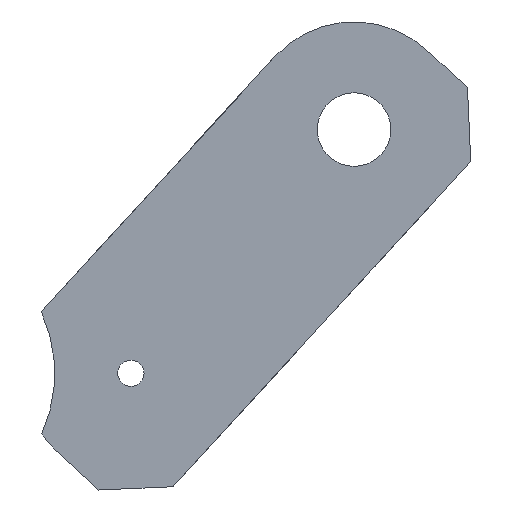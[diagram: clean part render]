
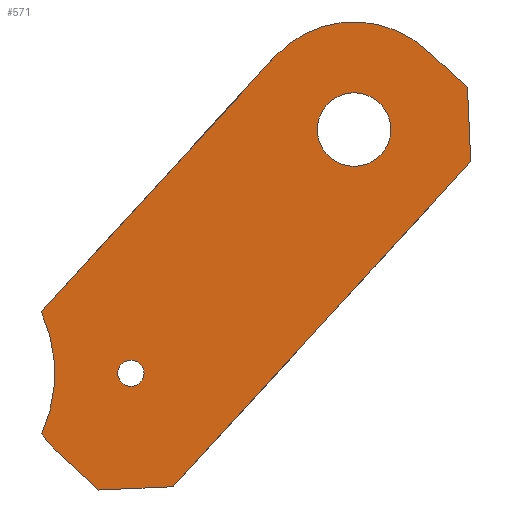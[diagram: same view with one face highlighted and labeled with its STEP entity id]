
A CAD part, front view. The second image highlights one B-rep face of the part: STEP entity #571.
In plain terms, the highlighted planar face has unit normal (0, -1, 0).
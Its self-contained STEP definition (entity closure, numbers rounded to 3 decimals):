
#19=FACE_BOUND('',#98,.T.);
#20=FACE_BOUND('',#99,.T.);
#64=FACE_OUTER_BOUND('',#97,.T.);
#97=EDGE_LOOP('',(#518,#519,#520,#521,#522,#523,#524,#525,#526));
#98=EDGE_LOOP('',(#527));
#99=EDGE_LOOP('',(#528));
#111=LINE('',#858,#162);
#127=LINE('',#910,#178);
#132=LINE('',#928,#183);
#135=LINE('',#933,#186);
#137=LINE('',#937,#188);
#147=LINE('',#968,#198);
#162=VECTOR('',#682,10.);
#178=VECTOR('',#734,10.);
#183=VECTOR('',#751,10.);
#186=VECTOR('',#756,10.);
#188=VECTOR('',#760,10.);
#198=VECTOR('',#796,10.);
#225=CIRCLE('',#628,4.1);
#226=CIRCLE('',#631,0.5);
#229=CIRCLE('',#638,5.6);
#230=CIRCLE('',#641,1.4);
#231=CIRCLE('',#643,4.1);
#248=VERTEX_POINT('',#855);
#249=VERTEX_POINT('',#857);
#267=VERTEX_POINT('',#909);
#274=VERTEX_POINT('',#927);
#275=VERTEX_POINT('',#931);
#276=VERTEX_POINT('',#935);
#279=VERTEX_POINT('',#947);
#280=VERTEX_POINT('',#953);
#283=VERTEX_POINT('',#965);
#284=VERTEX_POINT('',#967);
#285=VERTEX_POINT('',#975);
#305=EDGE_CURVE('',#248,#249,#111,.T.);
#331=EDGE_CURVE('',#249,#267,#127,.T.);
#340=EDGE_CURVE('',#274,#267,#132,.T.);
#343=EDGE_CURVE('',#275,#248,#135,.T.);
#345=EDGE_CURVE('',#276,#275,#137,.T.);
#350=EDGE_CURVE('',#274,#279,#225,.T.);
#354=EDGE_CURVE('',#280,#280,#226,.T.);
#360=EDGE_CURVE('',#283,#284,#147,.T.);
#363=EDGE_CURVE('',#283,#279,#229,.T.);
#365=EDGE_CURVE('',#285,#285,#230,.F.);
#366=EDGE_CURVE('',#284,#276,#231,.T.);
#518=ORIENTED_EDGE('',*,*,#331,.F.);
#519=ORIENTED_EDGE('',*,*,#305,.F.);
#520=ORIENTED_EDGE('',*,*,#343,.F.);
#521=ORIENTED_EDGE('',*,*,#345,.F.);
#522=ORIENTED_EDGE('',*,*,#366,.F.);
#523=ORIENTED_EDGE('',*,*,#360,.F.);
#524=ORIENTED_EDGE('',*,*,#363,.T.);
#525=ORIENTED_EDGE('',*,*,#350,.F.);
#526=ORIENTED_EDGE('',*,*,#340,.T.);
#527=ORIENTED_EDGE('',*,*,#354,.T.);
#528=ORIENTED_EDGE('',*,*,#365,.F.);
#542=PLANE('',#644);
#571=ADVANCED_FACE('',(#64,#19,#20),#542,.F.);
#628=AXIS2_PLACEMENT_3D('',#948,#772,#773);
#631=AXIS2_PLACEMENT_3D('',#955,#781,#782);
#638=AXIS2_PLACEMENT_3D('',#972,#801,#802);
#641=AXIS2_PLACEMENT_3D('',#977,#808,#809);
#643=AXIS2_PLACEMENT_3D('',#979,#812,#813);
#644=AXIS2_PLACEMENT_3D('',#980,#814,#815);
#682=DIRECTION('',(-0.675,0.,-0.738));
#734=DIRECTION('',(-0.999,0.,-0.044));
#751=DIRECTION('',(0.738,0.,-0.675));
#756=DIRECTION('',(0.044,0.,-0.999));
#760=DIRECTION('',(0.738,0.,-0.675));
#772=DIRECTION('center_axis',(0.,1.,0.));
#773=DIRECTION('ref_axis',(1.,0.,0.));
#781=DIRECTION('center_axis',(0.,1.,0.));
#782=DIRECTION('ref_axis',(0.,0.,1.));
#796=DIRECTION('',(0.675,0.,0.738));
#801=DIRECTION('center_axis',(0.,1.,0.));
#802=DIRECTION('ref_axis',(1.,0.,0.));
#808=DIRECTION('center_axis',(0.,1.,0.));
#809=DIRECTION('ref_axis',(1.,0.,0.));
#812=DIRECTION('center_axis',(0.,1.,0.));
#813=DIRECTION('ref_axis',(1.,0.,0.));
#814=DIRECTION('center_axis',(0.,1.,0.));
#815=DIRECTION('ref_axis',(1.,0.,0.));
#855=CARTESIAN_POINT('',(17.192,-25.,-6.319));
#857=CARTESIAN_POINT('',(5.856,-25.,-18.703));
#858=CARTESIAN_POINT('',(18.543,-25.,-4.844));
#909=CARTESIAN_POINT('',(3.031,-25.,-18.828));
#910=CARTESIAN_POINT('',(6.843,-25.,-18.659));
#927=CARTESIAN_POINT('',(1.482,-25.,-17.41));
#928=CARTESIAN_POINT('',(1.482,-25.,-17.41));
#931=CARTESIAN_POINT('',(17.067,-25.,-3.494));
#933=CARTESIAN_POINT('',(17.228,-25.,-7.138));
#935=CARTESIAN_POINT('',(15.518,-25.,-2.076));
#937=CARTESIAN_POINT('',(15.518,-25.,-2.076));
#947=CARTESIAN_POINT('',(0.856,-25.,-16.685));
#948=CARTESIAN_POINT('Origin',(4.25,-25.,-14.385));
#953=CARTESIAN_POINT('',(4.25,-25.,-14.885));
#955=CARTESIAN_POINT('Origin',(4.25,-25.,-14.385));
#965=CARTESIAN_POINT('',(0.836,-25.,-12.042));
#967=CARTESIAN_POINT('',(9.726,-25.,-2.332));
#968=CARTESIAN_POINT('',(1.226,-25.,-11.617));
#972=CARTESIAN_POINT('Origin',(-4.25,-25.,-14.385));
#975=CARTESIAN_POINT('',(11.35,-25.,-5.1));
#977=CARTESIAN_POINT('Origin',(12.75,-25.,-5.1));
#979=CARTESIAN_POINT('Origin',(12.75,-25.,-5.1));
#980=CARTESIAN_POINT('Origin',(8.853,-25.,-9.743));
